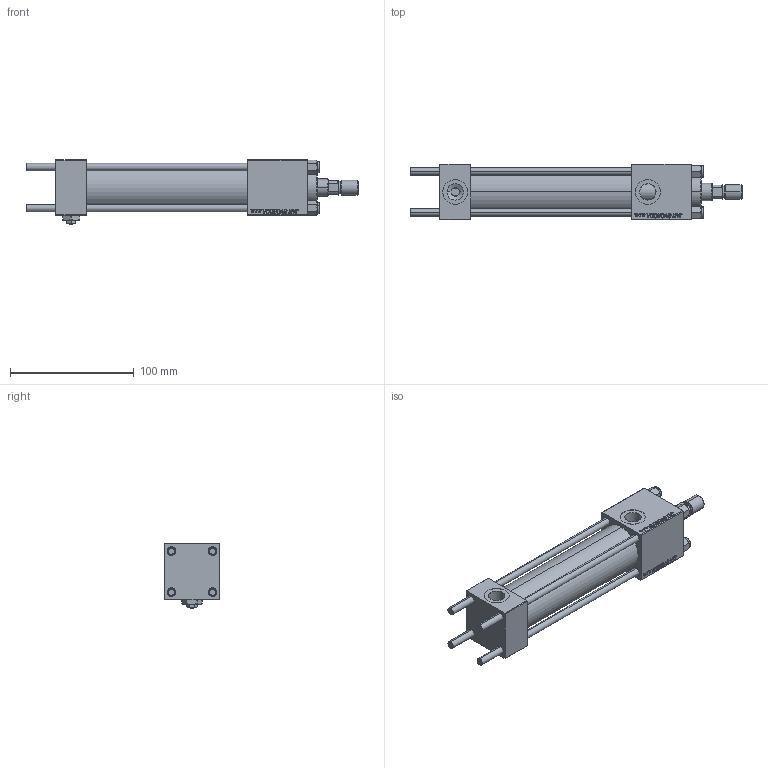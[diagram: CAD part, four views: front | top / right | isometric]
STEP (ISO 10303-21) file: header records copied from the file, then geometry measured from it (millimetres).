
FILE_DESCRIPTION (( 'STEP AP203' ), '1' );
FILE_NAME ('5f84.STEP', '2023-10-18T14:37:19', ( '' ), ( '' ), 'SwSTEP 2.0', 'SolidWorks 2019', '' );
FILE_SCHEMA (( 'CONFIG_CONTROL_DESIGN' ));
Length unit declared in the file: millimetre
Products named in the file (8): NUT_M5 28d2861249ab9d550677975fe7f78390; V215CR_BODY_A 28d2861249ab9d550677975fe7f78390; Zatka_pro_OIL_PORT 28d2861249ab9d550677975fe7f78390; V215_VC_A 28d2861249ab9d550677975fe7f78390; V215CR_VCP 28d2861249ab9d550677975fe7f78390; ROD_END_AH 28d2861249ab9d550677975fe7f78390; 5f84; CR025_012_A_0_G_A_G_M_020_+#_##_TYCINKA 28d2861249ab9d550677975fe7f78390
Assembly tree (13 placements, depth 2):
  5f84
    V215CR_BODY_A 28d2861249ab9d550677975fe7f78390
    CR025_012_A_0_G_A_G_M_020_+#_##_TYCINKA 28d2861249ab9d550677975fe7f78390  x4
    NUT_M5 28d2861249ab9d550677975fe7f78390  x4
    V215CR_VCP 28d2861249ab9d550677975fe7f78390
    V215_VC_A 28d2861249ab9d550677975fe7f78390
    ROD_END_AH 28d2861249ab9d550677975fe7f78390
    Zatka_pro_OIL_PORT 28d2861249ab9d550677975fe7f78390
Bounding box: 268 x 45 x 52 mm (x, y, z)
Volume: 246940.6 mm3; surface area: 101895.7 mm2
Topology: 13 solids, 13 shells, 1198 faces, 3000 edges, 1939 vertices
Faces by surface type: plane 546, bspline 392, cone 162, cylinder 88, torus 10
Entity records: 52056 total; most frequent: CARTESIAN_POINT 27608, ORIENTED_EDGE 5492, DIRECTION 3518, EDGE_CURVE 2746, VERTEX_POINT 1795, VECTOR 1636, LINE 1636, EDGE_LOOP 1211
